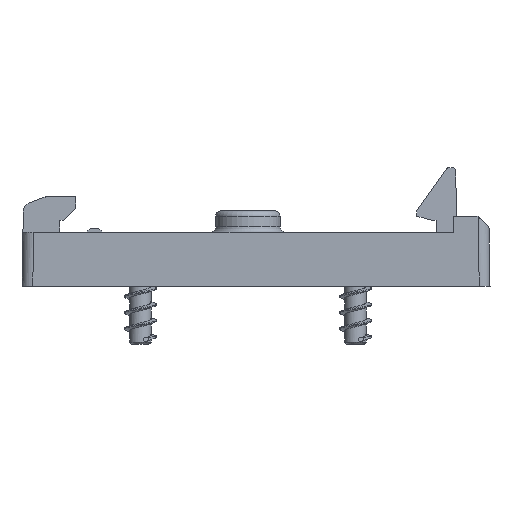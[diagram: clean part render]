
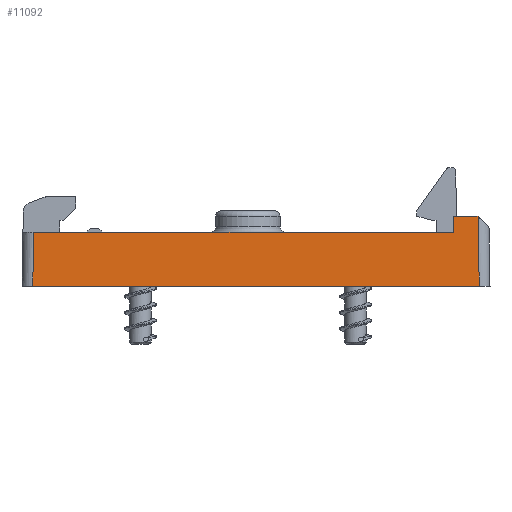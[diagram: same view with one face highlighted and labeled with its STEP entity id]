
A CAD part, front view. The second image highlights one B-rep face of the part: STEP entity #11092.
In plain terms, the highlighted planar face has unit normal (0, -1, 0.018).
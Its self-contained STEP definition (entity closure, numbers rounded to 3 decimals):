
#9565=CARTESIAN_POINT('',(-21.413,-14.913,1.5));
#9566=VERTEX_POINT('',#9565);
#9574=CARTESIAN_POINT('',(17.5,-14.913,1.5));
#9575=VERTEX_POINT('',#9574);
#9576=CARTESIAN_POINT('',(17.5,-14.913,1.5));
#9577=DIRECTION('',(-1.0,0.0,0.0));
#9578=VECTOR('',#9577,38.913);
#9579=LINE('',#9576,#9578);
#9580=EDGE_CURVE('',#9575,#9566,#9579,.T.);
#10351=CARTESIAN_POINT('',(-21.5,-15.,-3.5));
#10352=VERTEX_POINT('',#10351);
#10360=CARTESIAN_POINT('',(-21.5,-15.,-3.5));
#10361=DIRECTION('',(0.017,0.017,1.));
#10362=VECTOR('',#10361,5.002);
#10363=LINE('',#10360,#10362);
#10364=EDGE_CURVE('',#10352,#9566,#10363,.T.);
#10662=CARTESIAN_POINT('',(17.6,-14.911,1.6));
#10663=VERTEX_POINT('',#10662);
#10664=CARTESIAN_POINT('',(17.5,-14.911,1.6));
#10665=DIRECTION('',(0.,-1.,0.017));
#10666=DIRECTION('',(0.,-0.017,-1.));
#10667=AXIS2_PLACEMENT_3D('',#10664,#10665,#10666);
#10668=ELLIPSE('',#10667,0.1,0.1);
#10669=EDGE_CURVE('',#9575,#10663,#10668,.T.);
#10983=CARTESIAN_POINT('',(19.887,-14.887,3.));
#10984=VERTEX_POINT('',#10983);
#10991=CARTESIAN_POINT('',(19.887,-14.887,3.));
#10992=VERTEX_POINT('',#10991);
#10993=CARTESIAN_POINT('',(19.887,-14.887,3.));
#10994=DIRECTION('',(0.713,-0.012,-0.701));
#10995=VECTOR('',#10994,0.);
#10996=LINE('',#10993,#10995);
#10997=EDGE_CURVE('',#10984,#10992,#10996,.T.);
#11040=CARTESIAN_POINT('',(20.,-15.,-3.5));
#11041=VERTEX_POINT('',#11040);
#11051=CARTESIAN_POINT('',(19.887,-14.887,3.));
#11052=DIRECTION('',(0.017,-0.017,-1.));
#11053=VECTOR('',#11052,6.502);
#11054=LINE('',#11051,#11053);
#11055=EDGE_CURVE('',#10992,#11041,#11054,.T.);
#11060=CARTESIAN_POINT('',(18.0,-15.0,-3.5));
#11061=DIRECTION('',(0.,-1.,0.017));
#11062=DIRECTION('',(0.0,-0.017,-1.));
#11063=AXIS2_PLACEMENT_3D('',#11060,#11061,#11062);
#11064=PLANE('',#11063);
#11065=ORIENTED_EDGE('',*,*,#10364,.F.);
#11066=CARTESIAN_POINT('',(-21.5,-15.,-3.5));
#11067=DIRECTION('',(1.0,0.0,0.0));
#11068=VECTOR('',#11067,41.5);
#11069=LINE('',#11066,#11068);
#11070=EDGE_CURVE('',#10352,#11041,#11069,.T.);
#11071=ORIENTED_EDGE('',*,*,#11070,.T.);
#11072=ORIENTED_EDGE('',*,*,#11055,.F.);
#11073=ORIENTED_EDGE('',*,*,#10997,.F.);
#11074=CARTESIAN_POINT('',(17.6,-14.887,3.));
#11075=VERTEX_POINT('',#11074);
#11076=CARTESIAN_POINT('',(19.887,-14.887,3.));
#11077=DIRECTION('',(-1.0,0.0,0.0));
#11078=VECTOR('',#11077,2.287);
#11079=LINE('',#11076,#11078);
#11080=EDGE_CURVE('',#10984,#11075,#11079,.T.);
#11081=ORIENTED_EDGE('',*,*,#11080,.T.);
#11082=CARTESIAN_POINT('',(17.6,-14.887,3.));
#11083=DIRECTION('',(0.0,-0.017,-1.));
#11084=VECTOR('',#11083,1.4);
#11085=LINE('',#11082,#11084);
#11086=EDGE_CURVE('',#10663,#11075,#11085,.F.);
#11087=ORIENTED_EDGE('',*,*,#11086,.F.);
#11088=ORIENTED_EDGE('',*,*,#10669,.F.);
#11089=ORIENTED_EDGE('',*,*,#9580,.T.);
#11090=EDGE_LOOP('',(#11065,#11071,#11072,#11073,#11081,#11087,#11088,#11089));
#11091=FACE_OUTER_BOUND('',#11090,.T.);
#11092=ADVANCED_FACE('',(#11091),#11064,.T.);
